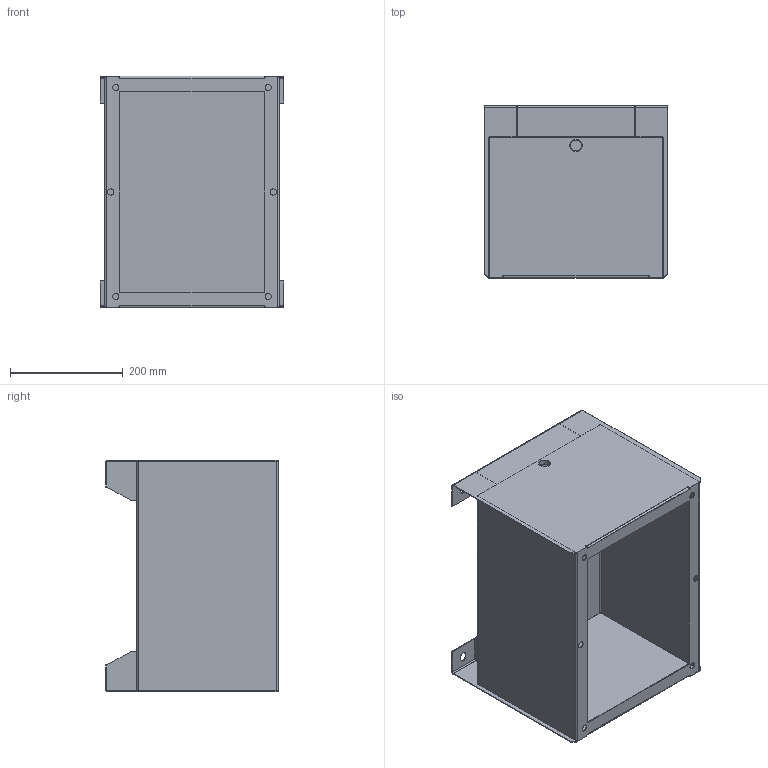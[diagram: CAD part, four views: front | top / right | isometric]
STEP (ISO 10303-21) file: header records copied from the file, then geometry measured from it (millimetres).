
FILE_DESCRIPTION(/* description */ ('Unknown'),/* implementation_level */ '2;1');
FILE_NAME(/* name */ 'TA.02017-001',/* time_stamp */ '2023-08-01T15:39:35+02:00',/* author */ ('Unknown'),/* organization */ ('Unknown'),/* preprocessor_version */ 'ST-DEVELOPER v18.102',/* originating_system */ 'Solid Edge',/* authorisation */ 'Unknown');
FILE_SCHEMA (('AUTOMOTIVE_DESIGN {1 0 10303 214 3 1 1}'));
Length unit declared in the file: millimetre
Products named in the file (2): 355_CF16; None_31
Assembly tree (1 placements, depth 2):
  355_CF16
    None_31
Bounding box: 325 x 305 x 410 mm (x, y, z)
Volume: 905581.1 mm3; surface area: 1201262.7 mm2
Topology: 1 solids, 1 shells, 133 faces, 384 edges, 248 vertices
Faces by surface type: plane 97, cylinder 36
Full cylindrical faces by diameter (mm): 11.2 x6, 19 x1, 22 x1
Entity records: 4447 total; most frequent: ORIENTED_EDGE 768, CARTESIAN_POINT 767, DIRECTION 746, EDGE_CURVE 384, LINE 292, VECTOR 292, VERTEX_POINT 248, AXIS2_PLACEMENT_3D 227
